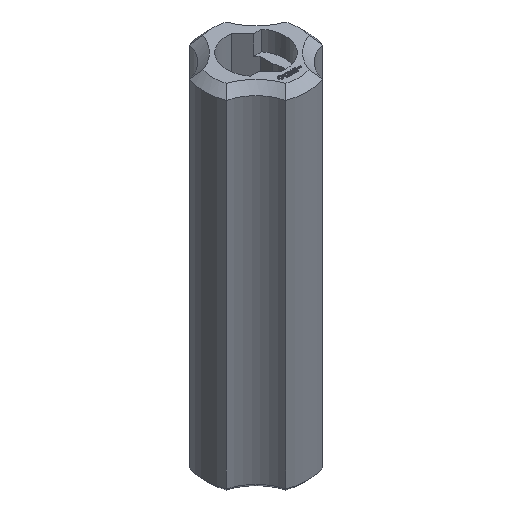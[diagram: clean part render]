
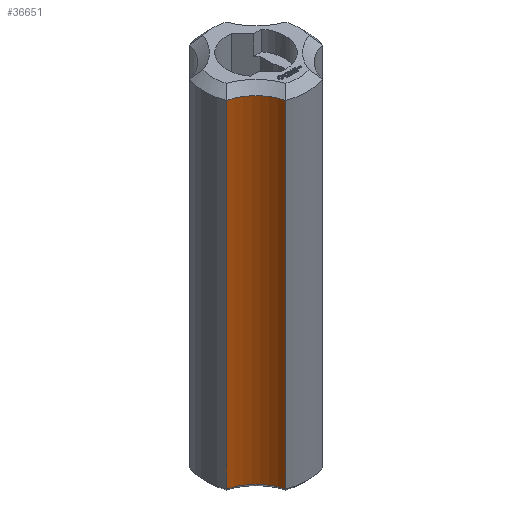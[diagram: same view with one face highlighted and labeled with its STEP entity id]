
A CAD part, isometric view. The second image highlights one B-rep face of the part: STEP entity #36651.
In plain terms, the highlighted cylindrical face has radius 5 mm (diameter 10 mm), a partial arc.
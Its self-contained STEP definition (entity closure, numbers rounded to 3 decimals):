
#33238 = CONICAL_SURFACE('',#33239,5.5,0.785);
#33239 = AXIS2_PLACEMENT_3D('',#33240,#33241,#33242);
#33240 = CARTESIAN_POINT('',(-7.071,-7.071,42.));
#33241 = DIRECTION('',(0.,0.,1.));
#33242 = DIRECTION('',(0.969,0.246,-0.));
#34176 = CONICAL_SURFACE('',#34177,5.25,0.785);
#34177 = AXIS2_PLACEMENT_3D('',#34178,#34179,#34180);
#34178 = CARTESIAN_POINT('',(-7.071,-7.071,0.25));
#34179 = DIRECTION('',(0.,0.,-1.));
#34180 = DIRECTION('',(0.969,0.246,0.));
#34706 = VERTEX_POINT('',#34707);
#34707 = CARTESIAN_POINT('',(-5.841,-2.225,0.5));
#34742 = CYLINDRICAL_SURFACE('',#34743,6.25);
#34743 = AXIS2_PLACEMENT_3D('',#34744,#34745,#34746);
#34744 = CARTESIAN_POINT('',(0.,0.,0.));
#34745 = DIRECTION('',(0.,0.,1.));
#34746 = DIRECTION('',(-0.934,0.356,0.));
#34759 = EDGE_CURVE('',#34760,#34706,#34762,.T.);
#34760 = VERTEX_POINT('',#34761);
#34761 = CARTESIAN_POINT('',(-2.225,-5.841,0.5));
#34762 = SURFACE_CURVE('',#34763,(#34768,#34775),.PCURVE_S1.);
#34763 = CIRCLE('',#34764,5.);
#34764 = AXIS2_PLACEMENT_3D('',#34765,#34766,#34767);
#34765 = CARTESIAN_POINT('',(-7.071,-7.071,0.5));
#34766 = DIRECTION('',(0.,0.,1.));
#34767 = DIRECTION('',(0.969,0.246,-0.));
#34768 = PCURVE('',#34176,#34769);
#34769 = DEFINITIONAL_REPRESENTATION('',(#34770),#34774);
#34770 = LINE('',#34771,#34772);
#34771 = CARTESIAN_POINT('',(6.283,-0.25));
#34772 = VECTOR('',#34773,1.);
#34773 = DIRECTION('',(-1.,0.));
#34774 = ( GEOMETRIC_REPRESENTATION_CONTEXT(2) 
PARAMETRIC_REPRESENTATION_CONTEXT() REPRESENTATION_CONTEXT('2D SPACE',''
  ) );
#34775 = PCURVE('',#34776,#34781);
#34776 = CYLINDRICAL_SURFACE('',#34777,5.);
#34777 = AXIS2_PLACEMENT_3D('',#34778,#34779,#34780);
#34778 = CARTESIAN_POINT('',(-7.071,-7.071,0.));
#34779 = DIRECTION('',(0.,0.,1.));
#34780 = DIRECTION('',(0.969,0.246,-0.));
#34781 = DEFINITIONAL_REPRESENTATION('',(#34782),#34786);
#34782 = LINE('',#34783,#34784);
#34783 = CARTESIAN_POINT('',(0.,0.5));
#34784 = VECTOR('',#34785,1.);
#34785 = DIRECTION('',(1.,0.));
#34786 = ( GEOMETRIC_REPRESENTATION_CONTEXT(2) 
PARAMETRIC_REPRESENTATION_CONTEXT() REPRESENTATION_CONTEXT('2D SPACE',''
  ) );
#34829 = CYLINDRICAL_SURFACE('',#34830,6.25);
#34830 = AXIS2_PLACEMENT_3D('',#34831,#34832,#34833);
#34831 = CARTESIAN_POINT('',(0.,0.,0.));
#34832 = DIRECTION('',(0.,0.,1.));
#34833 = DIRECTION('',(-0.356,-0.934,0.));
#35883 = VERTEX_POINT('',#35884);
#35884 = CARTESIAN_POINT('',(-2.225,-5.841,41.5));
#36042 = EDGE_CURVE('',#36043,#35883,#36045,.T.);
#36043 = VERTEX_POINT('',#36044);
#36044 = CARTESIAN_POINT('',(-5.841,-2.225,41.5));
#36045 = SURFACE_CURVE('',#36046,(#36051,#36058),.PCURVE_S1.);
#36046 = CIRCLE('',#36047,5.);
#36047 = AXIS2_PLACEMENT_3D('',#36048,#36049,#36050);
#36048 = CARTESIAN_POINT('',(-7.071,-7.071,41.5));
#36049 = DIRECTION('',(0.,0.,-1.));
#36050 = DIRECTION('',(0.969,0.246,0.));
#36051 = PCURVE('',#33238,#36052);
#36052 = DEFINITIONAL_REPRESENTATION('',(#36053),#36057);
#36053 = LINE('',#36054,#36055);
#36054 = CARTESIAN_POINT('',(6.283,-0.5));
#36055 = VECTOR('',#36056,1.);
#36056 = DIRECTION('',(-1.,0.));
#36057 = ( GEOMETRIC_REPRESENTATION_CONTEXT(2) 
PARAMETRIC_REPRESENTATION_CONTEXT() REPRESENTATION_CONTEXT('2D SPACE',''
  ) );
#36058 = PCURVE('',#34776,#36059);
#36059 = DEFINITIONAL_REPRESENTATION('',(#36060),#36064);
#36060 = LINE('',#36061,#36062);
#36061 = CARTESIAN_POINT('',(6.283,41.5));
#36062 = VECTOR('',#36063,1.);
#36063 = DIRECTION('',(-1.,0.));
#36064 = ( GEOMETRIC_REPRESENTATION_CONTEXT(2) 
PARAMETRIC_REPRESENTATION_CONTEXT() REPRESENTATION_CONTEXT('2D SPACE',''
  ) );
#36550 = EDGE_CURVE('',#34760,#35883,#36551,.T.);
#36551 = SURFACE_CURVE('',#36552,(#36556,#36563),.PCURVE_S1.);
#36552 = LINE('',#36553,#36554);
#36553 = CARTESIAN_POINT('',(-2.225,-5.841,0.));
#36554 = VECTOR('',#36555,1.);
#36555 = DIRECTION('',(0.,0.,1.));
#36556 = PCURVE('',#34829,#36557);
#36557 = DEFINITIONAL_REPRESENTATION('',(#36558),#36562);
#36558 = LINE('',#36559,#36560);
#36559 = CARTESIAN_POINT('',(0.,0.));
#36560 = VECTOR('',#36561,1.);
#36561 = DIRECTION('',(0.,1.));
#36562 = ( GEOMETRIC_REPRESENTATION_CONTEXT(2) 
PARAMETRIC_REPRESENTATION_CONTEXT() REPRESENTATION_CONTEXT('2D SPACE',''
  ) );
#36563 = PCURVE('',#34776,#36564);
#36564 = DEFINITIONAL_REPRESENTATION('',(#36565),#36569);
#36565 = LINE('',#36566,#36567);
#36566 = CARTESIAN_POINT('',(0.,0.));
#36567 = VECTOR('',#36568,1.);
#36568 = DIRECTION('',(0.,1.));
#36569 = ( GEOMETRIC_REPRESENTATION_CONTEXT(2) 
PARAMETRIC_REPRESENTATION_CONTEXT() REPRESENTATION_CONTEXT('2D SPACE',''
  ) );
#36651 = ADVANCED_FACE('',(#36652),#34776,.F.);
#36652 = FACE_BOUND('',#36653,.F.);
#36653 = EDGE_LOOP('',(#36654,#36675,#36676,#36677));
#36654 = ORIENTED_EDGE('',*,*,#36655,.T.);
#36655 = EDGE_CURVE('',#34706,#36043,#36656,.T.);
#36656 = SURFACE_CURVE('',#36657,(#36661,#36668),.PCURVE_S1.);
#36657 = LINE('',#36658,#36659);
#36658 = CARTESIAN_POINT('',(-5.841,-2.225,0.));
#36659 = VECTOR('',#36660,1.);
#36660 = DIRECTION('',(0.,0.,1.));
#36661 = PCURVE('',#34776,#36662);
#36662 = DEFINITIONAL_REPRESENTATION('',(#36663),#36667);
#36663 = LINE('',#36664,#36665);
#36664 = CARTESIAN_POINT('',(1.074,0.));
#36665 = VECTOR('',#36666,1.);
#36666 = DIRECTION('',(0.,1.));
#36667 = ( GEOMETRIC_REPRESENTATION_CONTEXT(2) 
PARAMETRIC_REPRESENTATION_CONTEXT() REPRESENTATION_CONTEXT('2D SPACE',''
  ) );
#36668 = PCURVE('',#34742,#36669);
#36669 = DEFINITIONAL_REPRESENTATION('',(#36670),#36674);
#36670 = LINE('',#36671,#36672);
#36671 = CARTESIAN_POINT('',(0.728,0.));
#36672 = VECTOR('',#36673,1.);
#36673 = DIRECTION('',(0.,1.));
#36674 = ( GEOMETRIC_REPRESENTATION_CONTEXT(2) 
PARAMETRIC_REPRESENTATION_CONTEXT() REPRESENTATION_CONTEXT('2D SPACE',''
  ) );
#36675 = ORIENTED_EDGE('',*,*,#36042,.T.);
#36676 = ORIENTED_EDGE('',*,*,#36550,.F.);
#36677 = ORIENTED_EDGE('',*,*,#34759,.T.);
